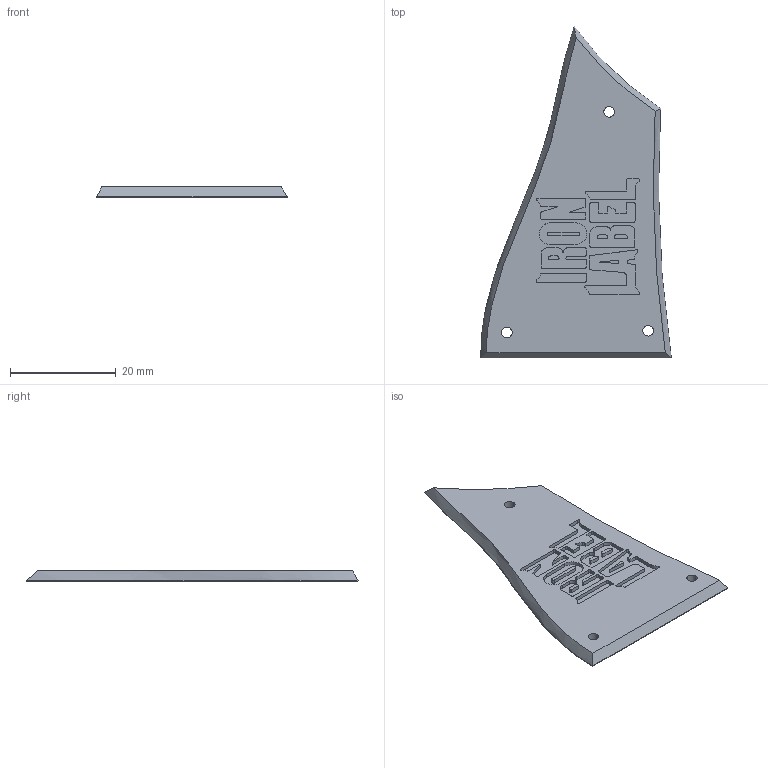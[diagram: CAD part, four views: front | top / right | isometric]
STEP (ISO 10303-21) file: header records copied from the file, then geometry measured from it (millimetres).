
FILE_DESCRIPTION((''),'2;1');
FILE_NAME('CACHETRUSSROD','2018-09-06T',('Guillaume'),(''),'PRO/ENGINEER BY PARAMETRIC TECHNOLOGY CORPORATION, 2014310','PRO/ENGINEER BY PARAMETRIC TECHNOLOGY CORPORATION, 2014310','');
FILE_SCHEMA(('CONFIG_CONTROL_DESIGN'));
Length unit declared in the file: millimetre
Products named in the file (1): CACHETRUSSROD
Bounding box: 36.01 x 62.71 x 2 mm (x, y, z)
Volume: 2606.1 mm3; surface area: 3366.7 mm2
Topology: 1 solids, 1 shells, 162 faces, 437 edges, 290 vertices
Faces by surface type: plane 84, cylinder 73, bspline 2, extrusion 2, cone 1
Entity records: 5322 total; most frequent: CARTESIAN_POINT 1071, DIRECTION 892, ORIENTED_EDGE 874, EDGE_CURVE 437, AXIS2_PLACEMENT_3D 305, VERTEX_POINT 290, VECTOR 282, LINE 280
